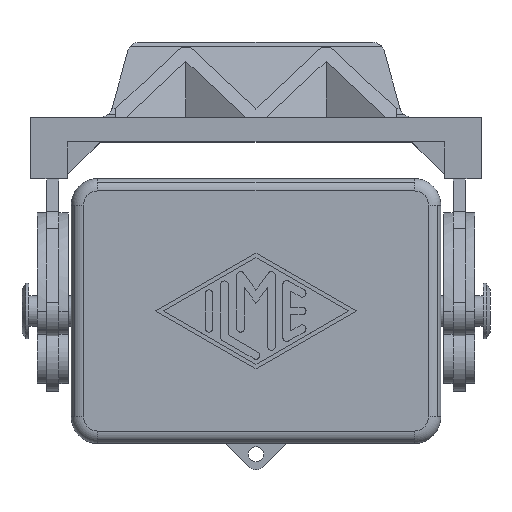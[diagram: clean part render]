
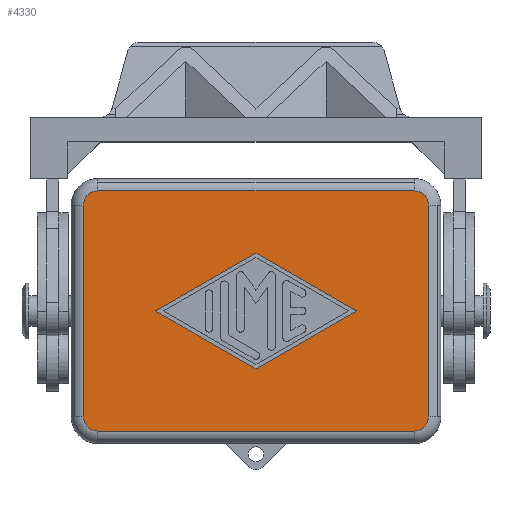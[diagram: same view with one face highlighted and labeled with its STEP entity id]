
A CAD part, top view. The second image highlights one B-rep face of the part: STEP entity #4330.
In plain terms, the highlighted planar face has unit normal (0, 0, 1).
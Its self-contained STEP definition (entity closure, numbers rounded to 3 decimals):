
#143=CARTESIAN_POINT('',(28.0,17.2,12.));
#144=VERTEX_POINT('',#143);
#152=CARTESIAN_POINT('',(28.0,-17.2,12.));
#153=VERTEX_POINT('',#152);
#154=CARTESIAN_POINT('',(28.0,17.2,12.));
#155=DIRECTION('',(0.0,-1.0,0.0));
#156=VECTOR('',#155,34.4);
#157=LINE('',#154,#156);
#158=EDGE_CURVE('',#144,#153,#157,.T.);
#227=CARTESIAN_POINT('',(25.7,-19.5,12.));
#228=VERTEX_POINT('',#227);
#236=CARTESIAN_POINT('',(-25.7,-19.5,12.));
#237=VERTEX_POINT('',#236);
#238=CARTESIAN_POINT('',(25.7,-19.5,12.));
#239=DIRECTION('',(-1.0,0.0,0.0));
#240=VECTOR('',#239,51.4);
#241=LINE('',#238,#240);
#242=EDGE_CURVE('',#228,#237,#241,.T.);
#311=CARTESIAN_POINT('',(-28.0,-17.2,12.));
#312=VERTEX_POINT('',#311);
#320=CARTESIAN_POINT('',(-28.0,17.2,12.));
#321=VERTEX_POINT('',#320);
#322=CARTESIAN_POINT('',(-28.0,-17.2,12.));
#323=DIRECTION('',(0.0,1.0,0.0));
#324=VECTOR('',#323,34.4);
#325=LINE('',#322,#324);
#326=EDGE_CURVE('',#312,#321,#325,.T.);
#353=CARTESIAN_POINT('',(-25.7,19.5,12.));
#354=VERTEX_POINT('',#353);
#362=CARTESIAN_POINT('',(25.7,19.5,12.));
#363=VERTEX_POINT('',#362);
#364=CARTESIAN_POINT('',(-25.7,19.5,12.));
#365=DIRECTION('',(1.0,0.0,0.0));
#366=VECTOR('',#365,51.4);
#367=LINE('',#364,#366);
#368=EDGE_CURVE('',#354,#363,#367,.T.);
#3520=CARTESIAN_POINT('',(-16.25,0.,12.));
#3521=VERTEX_POINT('',#3520);
#3528=CARTESIAN_POINT('',(0.,-9.375,12.));
#3529=VERTEX_POINT('',#3528);
#3530=CARTESIAN_POINT('',(0.,-9.375,12.));
#3531=DIRECTION('',(-0.866,0.5,0.0));
#3532=VECTOR('',#3531,18.76);
#3533=LINE('',#3530,#3532);
#3534=EDGE_CURVE('',#3529,#3521,#3533,.T.);
#3559=CARTESIAN_POINT('',(16.25,0.,12.));
#3560=VERTEX_POINT('',#3559);
#3561=CARTESIAN_POINT('',(16.25,0.,12.));
#3562=DIRECTION('',(-0.866,-0.5,0.0));
#3563=VECTOR('',#3562,18.76);
#3564=LINE('',#3561,#3563);
#3565=EDGE_CURVE('',#3560,#3529,#3564,.T.);
#3590=CARTESIAN_POINT('',(0.,9.375,12.));
#3591=VERTEX_POINT('',#3590);
#3592=CARTESIAN_POINT('',(0.,9.375,12.));
#3593=DIRECTION('',(0.866,-0.5,0.0));
#3594=VECTOR('',#3593,18.76);
#3595=LINE('',#3592,#3594);
#3596=EDGE_CURVE('',#3591,#3560,#3595,.T.);
#3619=CARTESIAN_POINT('',(-16.25,0.,12.));
#3620=DIRECTION('',(0.866,0.5,0.0));
#3621=VECTOR('',#3620,18.76);
#3622=LINE('',#3619,#3621);
#3623=EDGE_CURVE('',#3521,#3591,#3622,.T.);
#4285=CARTESIAN_POINT('',(0.0,0.0,12.));
#4286=DIRECTION('',(0.0,0.0,1.0));
#4287=DIRECTION('',(1.0,0.0,0.0));
#4288=AXIS2_PLACEMENT_3D('',#4285,#4286,#4287);
#4289=PLANE('',#4288);
#4290=CARTESIAN_POINT('',(-25.7,17.2,12.));
#4291=DIRECTION('',(0.0,0.0,-1.));
#4292=DIRECTION('',(-0.707,0.707,0.0));
#4293=AXIS2_PLACEMENT_3D('',#4290,#4291,#4292);
#4294=CIRCLE('',#4293,2.3);
#4295=EDGE_CURVE('',#321,#354,#4294,.T.);
#4296=ORIENTED_EDGE('',*,*,#4295,.F.);
#4297=ORIENTED_EDGE('',*,*,#326,.F.);
#4298=CARTESIAN_POINT('',(-25.7,-17.2,12.));
#4299=DIRECTION('',(0.0,0.0,-1.));
#4300=DIRECTION('',(-0.707,-0.707,0.0));
#4301=AXIS2_PLACEMENT_3D('',#4298,#4299,#4300);
#4302=CIRCLE('',#4301,2.3);
#4303=EDGE_CURVE('',#237,#312,#4302,.T.);
#4304=ORIENTED_EDGE('',*,*,#4303,.F.);
#4305=ORIENTED_EDGE('',*,*,#242,.F.);
#4306=CARTESIAN_POINT('',(25.7,-17.2,12.));
#4307=DIRECTION('',(0.0,0.0,-1.));
#4308=DIRECTION('',(0.707,-0.707,0.0));
#4309=AXIS2_PLACEMENT_3D('',#4306,#4307,#4308);
#4310=CIRCLE('',#4309,2.3);
#4311=EDGE_CURVE('',#153,#228,#4310,.T.);
#4312=ORIENTED_EDGE('',*,*,#4311,.F.);
#4313=ORIENTED_EDGE('',*,*,#158,.F.);
#4314=CARTESIAN_POINT('',(25.7,17.2,12.));
#4315=DIRECTION('',(0.0,0.0,-1.0));
#4316=DIRECTION('',(0.707,0.707,0.0));
#4317=AXIS2_PLACEMENT_3D('',#4314,#4315,#4316);
#4318=CIRCLE('',#4317,2.3);
#4319=EDGE_CURVE('',#363,#144,#4318,.T.);
#4320=ORIENTED_EDGE('',*,*,#4319,.F.);
#4321=ORIENTED_EDGE('',*,*,#368,.F.);
#4322=EDGE_LOOP('',(#4296,#4297,#4304,#4305,#4312,#4313,#4320,#4321));
#4323=FACE_OUTER_BOUND('',#4322,.T.);
#4324=ORIENTED_EDGE('',*,*,#3534,.T.);
#4325=ORIENTED_EDGE('',*,*,#3623,.T.);
#4326=ORIENTED_EDGE('',*,*,#3596,.T.);
#4327=ORIENTED_EDGE('',*,*,#3565,.T.);
#4328=EDGE_LOOP('',(#4324,#4325,#4326,#4327));
#4329=FACE_BOUND('',#4328,.T.);
#4330=ADVANCED_FACE('',(#4323,#4329),#4289,.T.);
